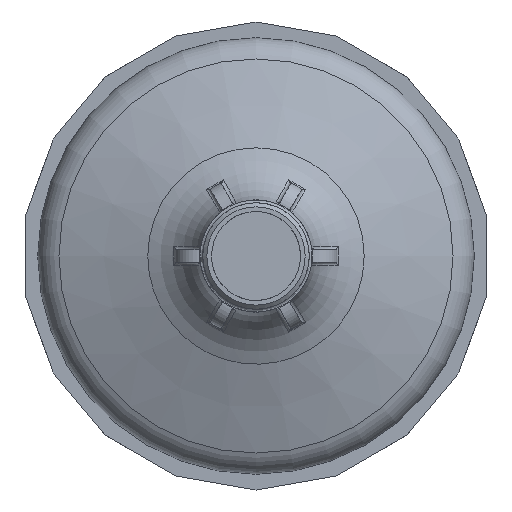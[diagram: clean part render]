
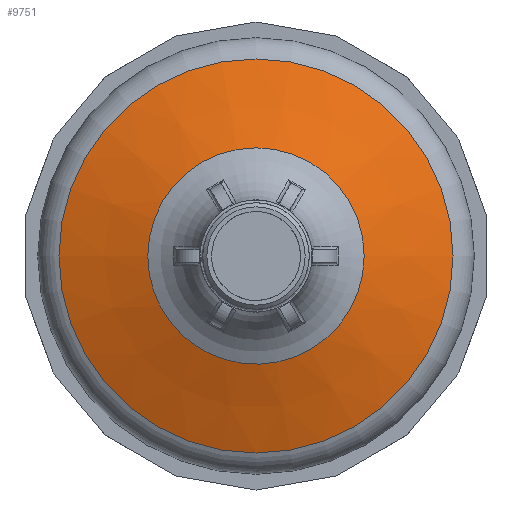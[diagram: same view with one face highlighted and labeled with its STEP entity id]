
A CAD part, front view. The second image highlights one B-rep face of the part: STEP entity #9751.
In plain terms, the highlighted conical face has half-angle 70 degrees and reference radius 18.874 mm.
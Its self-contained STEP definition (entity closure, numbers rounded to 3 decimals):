
#7735=CARTESIAN_POINT('',(-13.38,-44.403,0.));
#7736=VERTEX_POINT('',#7735);
#7737=CARTESIAN_POINT('',(0.,-44.403,0.));
#7738=DIRECTION('',(0.0,1.0,0.0));
#7739=DIRECTION('',(-1.0,0.0,0.0));
#7740=AXIS2_PLACEMENT_3D('',#7737,#7738,#7739);
#7741=CIRCLE('',#7740,13.38);
#7742=EDGE_CURVE('',#7736,#7736,#7741,.T.);
#9732=CARTESIAN_POINT('',(0.,-42.403,0.));
#9733=DIRECTION('',(0.,1.0,0.));
#9734=DIRECTION('',(-1.0,0.0,0.0));
#9735=AXIS2_PLACEMENT_3D('',#9732,#9733,#9734);
#9736=CONICAL_SURFACE('',#9735,18.874,70.);
#9737=CARTESIAN_POINT('',(-24.368,-40.404,0.));
#9738=VERTEX_POINT('',#9737);
#9739=CARTESIAN_POINT('',(0.,-40.404,0.));
#9740=DIRECTION('',(0.0,1.0,0.0));
#9741=DIRECTION('',(-1.0,0.0,0.0));
#9742=AXIS2_PLACEMENT_3D('',#9739,#9740,#9741);
#9743=CIRCLE('',#9742,24.368);
#9744=EDGE_CURVE('',#9738,#9738,#9743,.T.);
#9745=ORIENTED_EDGE('',*,*,#9744,.F.);
#9746=EDGE_LOOP('',(#9745));
#9747=FACE_OUTER_BOUND('',#9746,.T.);
#9748=ORIENTED_EDGE('',*,*,#7742,.T.);
#9749=EDGE_LOOP('',(#9748));
#9750=FACE_BOUND('',#9749,.T.);
#9751=ADVANCED_FACE('',(#9747,#9750),#9736,.T.);
